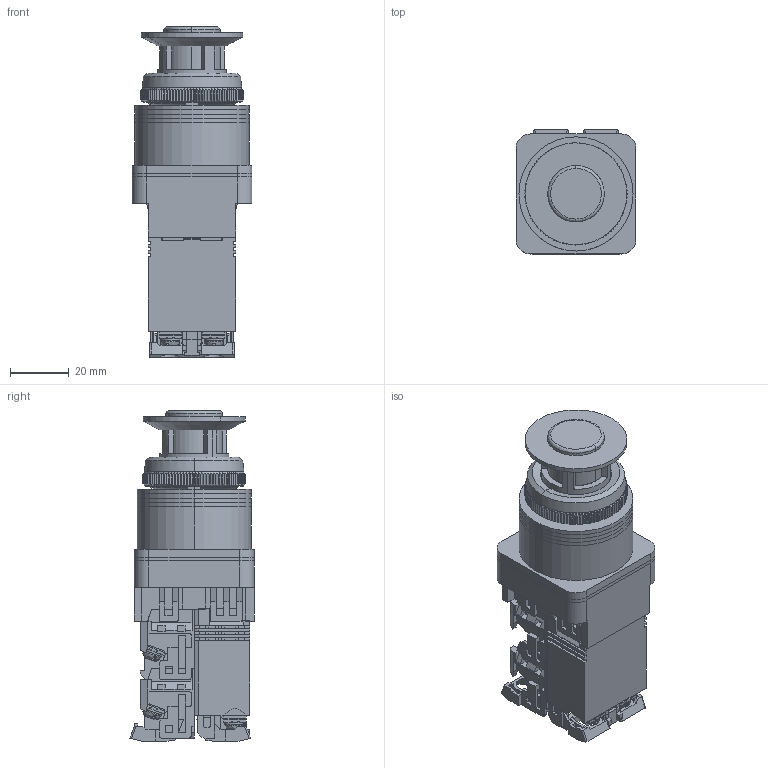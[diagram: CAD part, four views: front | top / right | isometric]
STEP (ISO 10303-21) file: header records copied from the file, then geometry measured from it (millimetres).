
FILE_DESCRIPTION (( 'STEP AP214' ), '1' );
FILE_NAME ('AR30Q7L-11L3GZC.step', '2018-02-13T18:19:00', ( '' ), ( '' ), 'SwSTEP 2.0', 'SolidWorks 2017', '' );
FILE_SCHEMA (( 'AUTOMOTIVE_DESIGN' ));
Length unit declared in the file: inch
Products named in the file (1): AR30Q7L-11L3GZC
Bounding box: 41 x 42.5 x 112.9 mm (x, y, z)
Volume: 92509.6 mm3; surface area: 60229.6 mm2
Topology: 36 solids, 36 shells, 2273 faces, 6229 edges, 3987 vertices
Faces by surface type: plane 1668, cylinder 357, cone 198, bspline 50
Entity records: 104292 total; most frequent: CARTESIAN_POINT 17440, ORIENTED_EDGE 12458, DIRECTION 10932, EDGE_CURVE 6229, LINE 4478, VECTOR 4478, VERTEX_POINT 3987, AXIS2_PLACEMENT_3D 3227
